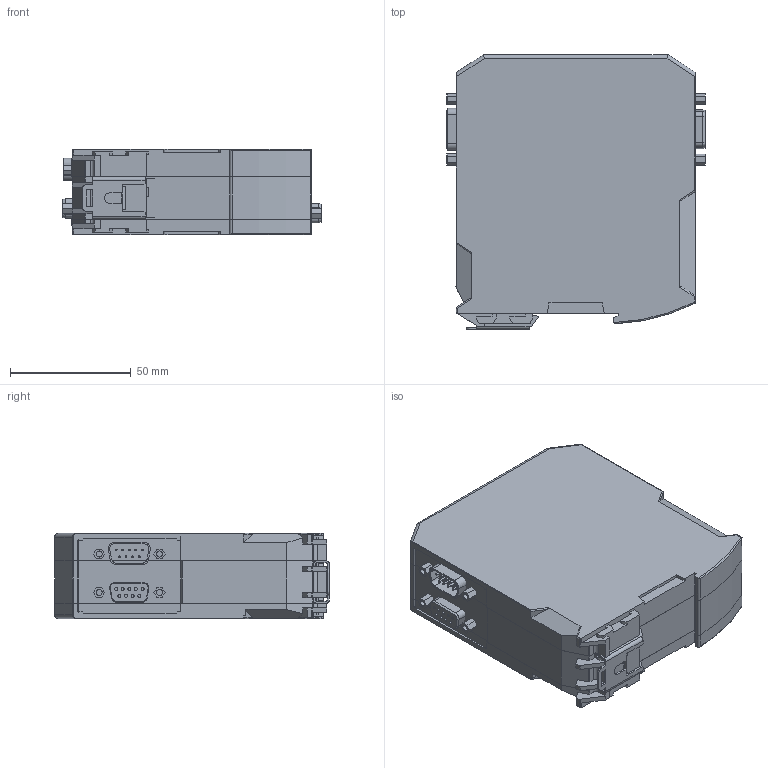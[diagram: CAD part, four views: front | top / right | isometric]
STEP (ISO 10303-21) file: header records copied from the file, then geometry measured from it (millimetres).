
FILE_DESCRIPTION (( 'STEP AP203' ), '1' );
FILE_NAME ('Modul-9185_kpl_01.STEP', '2010-08-02T14:42:10', ( 'Admin' ), ( 'R. STAHL' ), 'SwSTEP 2.0', 'SolidWorks 2008', '' );
FILE_SCHEMA (( 'CONFIG_CONTROL_DESIGN' ));
Length unit declared in the file: millimetre
Products named in the file (1): Modul-9185_kpl_01
Bounding box: 106.85 x 113.5 x 35.2 mm (x, y, z)
Volume: 383552.8 mm3; surface area: 87440.2 mm2
Topology: 6 solids, 6 shells, 668 faces, 1760 edges, 1148 vertices
Faces by surface type: plane 435, cylinder 210, bspline 12, cone 9, torus 2
Entity records: 21219 total; most frequent: CARTESIAN_POINT 4499, ORIENTED_EDGE 3516, DIRECTION 3367, EDGE_CURVE 1758, VECTOR 1293, LINE 1293, VERTEX_POINT 1148, AXIS2_PLACEMENT_3D 1037
